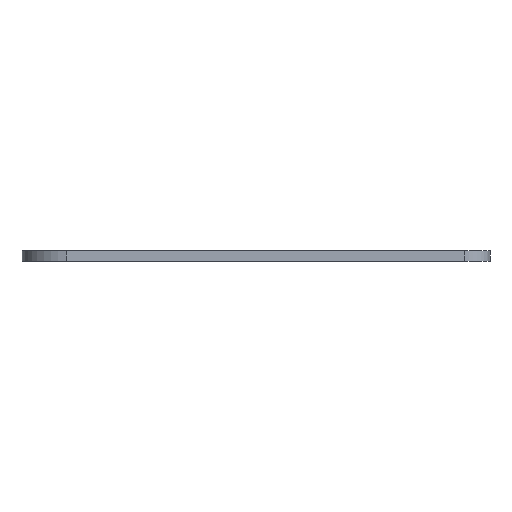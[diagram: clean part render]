
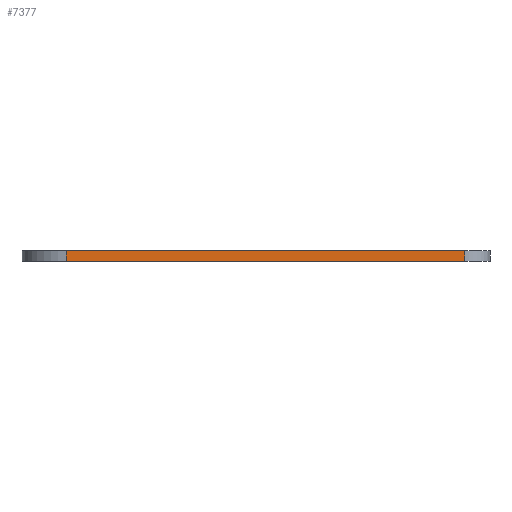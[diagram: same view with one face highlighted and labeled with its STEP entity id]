
A CAD part, left-side view. The second image highlights one B-rep face of the part: STEP entity #7377.
In plain terms, the highlighted planar face has unit normal (-1, 0.001, 0).
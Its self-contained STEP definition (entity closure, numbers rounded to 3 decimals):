
#84 = PLANE('',#85);
#85 = AXIS2_PLACEMENT_3D('',#86,#87,#88);
#86 = CARTESIAN_POINT('',(-37.008,-34.326,1.6));
#87 = DIRECTION('',(0.,0.,1.));
#88 = DIRECTION('',(1.,0.,-0.));
#139 = PLANE('',#140);
#140 = AXIS2_PLACEMENT_3D('',#141,#142,#143);
#141 = CARTESIAN_POINT('',(-37.008,-34.326,0.));
#142 = DIRECTION('',(0.,0.,1.));
#143 = DIRECTION('',(1.,0.,-0.));
#532 = VERTEX_POINT('',#533);
#533 = CARTESIAN_POINT('',(-67.625,-7.481,0.));
#548 = CYLINDRICAL_SURFACE('',#549,8.25);
#549 = AXIS2_PLACEMENT_3D('',#550,#551,#552);
#550 = CARTESIAN_POINT('',(-59.47,-8.73,0.));
#551 = DIRECTION('',(-0.,-0.,-1.));
#552 = DIRECTION('',(1.,0.,-0.));
#560 = EDGE_CURVE('',#561,#532,#563,.T.);
#561 = VERTEX_POINT('',#562);
#562 = CARTESIAN_POINT('',(-67.695,-70.78,0.));
#563 = SURFACE_CURVE('',#564,(#568,#575),.PCURVE_S1.);
#564 = LINE('',#565,#566);
#565 = CARTESIAN_POINT('',(-67.695,-70.78,0.));
#566 = VECTOR('',#567,1.);
#567 = DIRECTION('',(0.001,1.,0.));
#568 = PCURVE('',#139,#569);
#569 = DEFINITIONAL_REPRESENTATION('',(#570),#574);
#570 = LINE('',#571,#572);
#571 = CARTESIAN_POINT('',(-30.687,-36.454));
#572 = VECTOR('',#573,1.);
#573 = DIRECTION('',(0.001,1.));
#574 = ( GEOMETRIC_REPRESENTATION_CONTEXT(2) 
PARAMETRIC_REPRESENTATION_CONTEXT() REPRESENTATION_CONTEXT('2D SPACE',''
  ) );
#575 = PCURVE('',#576,#581);
#576 = PLANE('',#577);
#577 = AXIS2_PLACEMENT_3D('',#578,#579,#580);
#578 = CARTESIAN_POINT('',(-67.695,-70.78,0.));
#579 = DIRECTION('',(-1.,0.001,0.));
#580 = DIRECTION('',(0.001,1.,0.));
#581 = DEFINITIONAL_REPRESENTATION('',(#582),#586);
#582 = LINE('',#583,#584);
#583 = CARTESIAN_POINT('',(0.,0.));
#584 = VECTOR('',#585,1.);
#585 = DIRECTION('',(1.,0.));
#586 = ( GEOMETRIC_REPRESENTATION_CONTEXT(2) 
PARAMETRIC_REPRESENTATION_CONTEXT() REPRESENTATION_CONTEXT('2D SPACE',''
  ) );
#605 = CYLINDRICAL_SURFACE('',#606,4.025);
#606 = AXIS2_PLACEMENT_3D('',#607,#608,#609);
#607 = CARTESIAN_POINT('',(-63.67,-70.78,0.));
#608 = DIRECTION('',(-0.,-0.,-1.));
#609 = DIRECTION('',(1.,0.,-0.));
#4138 = VERTEX_POINT('',#4139);
#4139 = CARTESIAN_POINT('',(-67.625,-7.481,1.6));
#4161 = EDGE_CURVE('',#4162,#4138,#4164,.T.);
#4162 = VERTEX_POINT('',#4163);
#4163 = CARTESIAN_POINT('',(-67.695,-70.78,1.6));
#4164 = SURFACE_CURVE('',#4165,(#4169,#4176),.PCURVE_S1.);
#4165 = LINE('',#4166,#4167);
#4166 = CARTESIAN_POINT('',(-67.695,-70.78,1.6));
#4167 = VECTOR('',#4168,1.);
#4168 = DIRECTION('',(0.001,1.,0.));
#4169 = PCURVE('',#84,#4170);
#4170 = DEFINITIONAL_REPRESENTATION('',(#4171),#4175);
#4171 = LINE('',#4172,#4173);
#4172 = CARTESIAN_POINT('',(-30.687,-36.454));
#4173 = VECTOR('',#4174,1.);
#4174 = DIRECTION('',(0.001,1.));
#4175 = ( GEOMETRIC_REPRESENTATION_CONTEXT(2) 
PARAMETRIC_REPRESENTATION_CONTEXT() REPRESENTATION_CONTEXT('2D SPACE',''
  ) );
#4176 = PCURVE('',#576,#4177);
#4177 = DEFINITIONAL_REPRESENTATION('',(#4178),#4182);
#4178 = LINE('',#4179,#4180);
#4179 = CARTESIAN_POINT('',(0.,-1.6));
#4180 = VECTOR('',#4181,1.);
#4181 = DIRECTION('',(1.,0.));
#4182 = ( GEOMETRIC_REPRESENTATION_CONTEXT(2) 
PARAMETRIC_REPRESENTATION_CONTEXT() REPRESENTATION_CONTEXT('2D SPACE',''
  ) );
#7327 = EDGE_CURVE('',#561,#4162,#7328,.T.);
#7328 = SURFACE_CURVE('',#7329,(#7333,#7340),.PCURVE_S1.);
#7329 = LINE('',#7330,#7331);
#7330 = CARTESIAN_POINT('',(-67.695,-70.78,0.));
#7331 = VECTOR('',#7332,1.);
#7332 = DIRECTION('',(0.,0.,1.));
#7333 = PCURVE('',#605,#7334);
#7334 = DEFINITIONAL_REPRESENTATION('',(#7335),#7339);
#7335 = LINE('',#7336,#7337);
#7336 = CARTESIAN_POINT('',(-3.142,0.));
#7337 = VECTOR('',#7338,1.);
#7338 = DIRECTION('',(-0.,-1.));
#7339 = ( GEOMETRIC_REPRESENTATION_CONTEXT(2) 
PARAMETRIC_REPRESENTATION_CONTEXT() REPRESENTATION_CONTEXT('2D SPACE',''
  ) );
#7340 = PCURVE('',#576,#7341);
#7341 = DEFINITIONAL_REPRESENTATION('',(#7342),#7346);
#7342 = LINE('',#7343,#7344);
#7343 = CARTESIAN_POINT('',(0.,0.));
#7344 = VECTOR('',#7345,1.);
#7345 = DIRECTION('',(0.,-1.));
#7346 = ( GEOMETRIC_REPRESENTATION_CONTEXT(2) 
PARAMETRIC_REPRESENTATION_CONTEXT() REPRESENTATION_CONTEXT('2D SPACE',''
  ) );
#7377 = ADVANCED_FACE('',(#7378),#576,.T.);
#7378 = FACE_BOUND('',#7379,.T.);
#7379 = EDGE_LOOP('',(#7380,#7381,#7382,#7403));
#7380 = ORIENTED_EDGE('',*,*,#7327,.T.);
#7381 = ORIENTED_EDGE('',*,*,#4161,.T.);
#7382 = ORIENTED_EDGE('',*,*,#7383,.F.);
#7383 = EDGE_CURVE('',#532,#4138,#7384,.T.);
#7384 = SURFACE_CURVE('',#7385,(#7389,#7396),.PCURVE_S1.);
#7385 = LINE('',#7386,#7387);
#7386 = CARTESIAN_POINT('',(-67.625,-7.481,0.));
#7387 = VECTOR('',#7388,1.);
#7388 = DIRECTION('',(0.,0.,1.));
#7389 = PCURVE('',#576,#7390);
#7390 = DEFINITIONAL_REPRESENTATION('',(#7391),#7395);
#7391 = LINE('',#7392,#7393);
#7392 = CARTESIAN_POINT('',(63.299,0.));
#7393 = VECTOR('',#7394,1.);
#7394 = DIRECTION('',(0.,-1.));
#7395 = ( GEOMETRIC_REPRESENTATION_CONTEXT(2) 
PARAMETRIC_REPRESENTATION_CONTEXT() REPRESENTATION_CONTEXT('2D SPACE',''
  ) );
#7396 = PCURVE('',#548,#7397);
#7397 = DEFINITIONAL_REPRESENTATION('',(#7398),#7402);
#7398 = LINE('',#7399,#7400);
#7399 = CARTESIAN_POINT('',(-2.99,0.));
#7400 = VECTOR('',#7401,1.);
#7401 = DIRECTION('',(-0.,-1.));
#7402 = ( GEOMETRIC_REPRESENTATION_CONTEXT(2) 
PARAMETRIC_REPRESENTATION_CONTEXT() REPRESENTATION_CONTEXT('2D SPACE',''
  ) );
#7403 = ORIENTED_EDGE('',*,*,#560,.F.);
